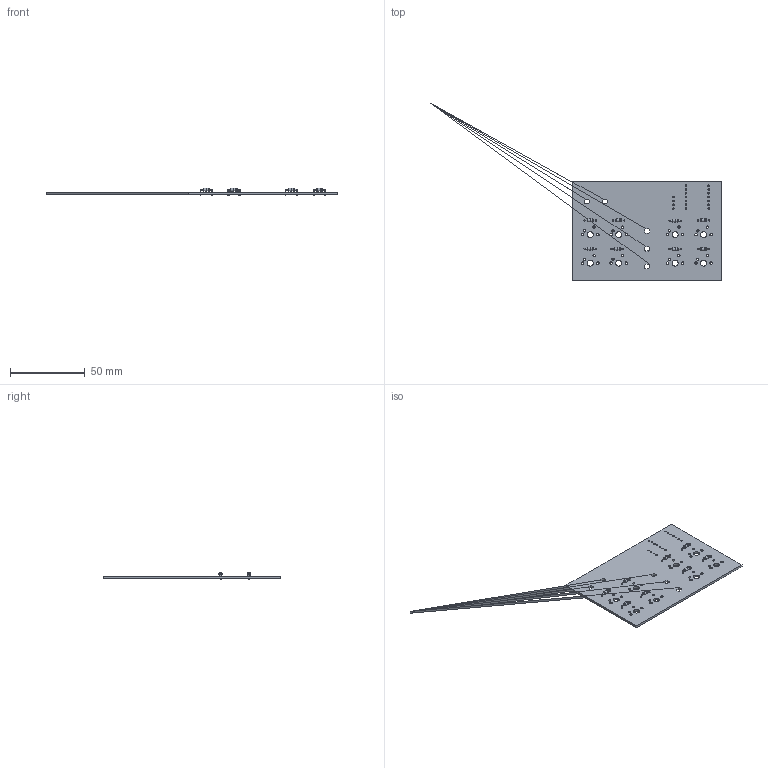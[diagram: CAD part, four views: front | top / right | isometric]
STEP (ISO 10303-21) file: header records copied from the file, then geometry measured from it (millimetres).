
FILE_DESCRIPTION(('KiCad electronic assembly'),'2;1');
FILE_NAME('RenPad.step','2026-02-18T12:31:10',('Pcbnew'),('Kicad'), 'Open CASCADE STEP processor 7.9','KiCad to STEP converter','Unknown' );
FILE_SCHEMA(('AUTOMOTIVE_DESIGN { 1 0 10303 214 1 1 1 1 }'));
Length unit declared in the file: millimetre
Products named in the file (3): RenPad 1; D_DO-35_SOD27_P7.62mm_Horizontal; RenPad_PCB
Assembly tree (9 placements, depth 2):
  RenPad 1
    D_DO-35_SOD27_P7.62mm_Horizontal  x8
    RenPad_PCB
Bounding box: 195.26 x 119.06 x 5.01 mm (x, y, z)
Volume: 121.8 mm3; surface area: 15590 mm2
Topology: 16 solids, 20 shells, 338 faces, 822 edges, 530 vertices
Faces by surface type: plane 183, cylinder 123, torus 32
Full cylindrical faces by diameter (mm): 0.5 x24, 0.8 x16, 1 x18, 1.5 x16, 1.7 x14, 2 x16, 2.02 x8, 4 x8
Entity records: 7963 total; most frequent: CARTESIAN_POINT 1322, DIRECTION 1300, ORIENTED_EDGE 1288, EDGE_CURVE 654, LINE 480, VECTOR 480, VERTEX_POINT 432, AXIS2_PLACEMENT_3D 410
